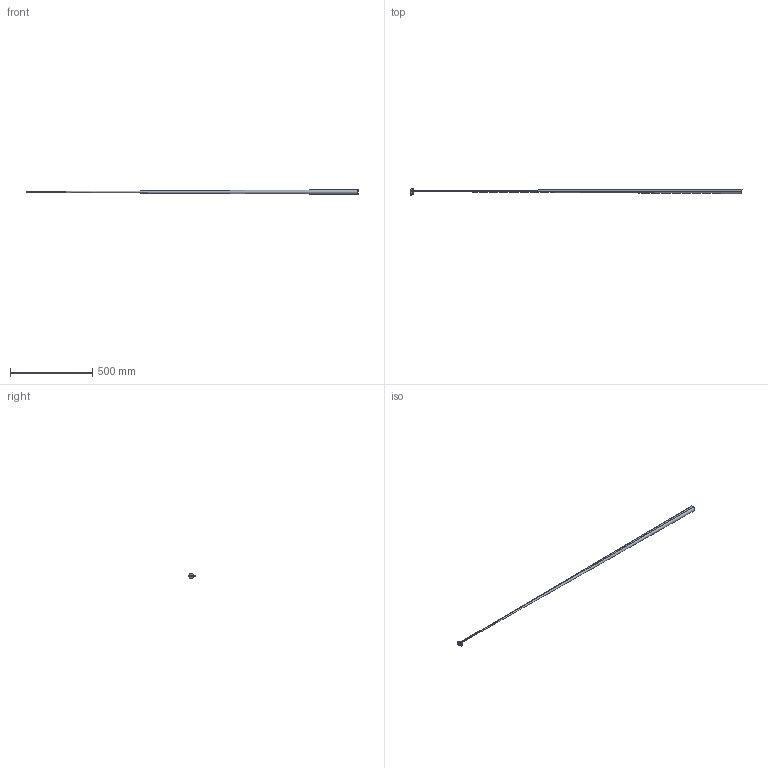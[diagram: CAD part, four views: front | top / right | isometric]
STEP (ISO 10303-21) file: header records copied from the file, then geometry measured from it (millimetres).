
FILE_DESCRIPTION(/* description */ (''),/* implementation_level */ '2;1');
FILE_NAME(/* name */ 'ipf_z3d_PT3A0576.stp',/* time_stamp */ '2026-02-09T12:04:32+01:00',/* author */ ('gelzhaeuser'),/* organization */ (''),/* preprocessor_version */ 'ST-DEVELOPER v20',/* originating_system */ 'Autodesk Inventor 2025',/* authorisation */ '');
FILE_SCHEMA (('AUTOMOTIVE_DESIGN { 1 0 10303 214 3 1 1 }'));
Length unit declared in the file: millimetre
Products named in the file (5): ipf_z3d_PT3A0576; PT3A0576; Blindrange; Measuringrange; Receivingbeam
Assembly tree (4 placements, depth 2):
  ipf_z3d_PT3A0576
    PT3A0576
    Blindrange
    Measuringrange
    Receivingbeam
Bounding box: 2020.8 x 38.73 x 27.8 mm (x, y, z)
Volume: 804494.3 mm3; surface area: 203970 mm2
Topology: 4 solids, 4 shells, 204 faces, 516 edges, 339 vertices
Faces by surface type: plane 125, cylinder 48, cone 22, sphere 5, torus 4
Full cylindrical faces by diameter (mm): 1 x4, 2.2 x1, 2.459 x2, 5 x4, 5.77 x1, 6.5 x1, 6.9 x1, 8 x1
Entity records: 6623 total; most frequent: CARTESIAN_POINT 1127, DIRECTION 1084, ORIENTED_EDGE 1024, EDGE_CURVE 512, AXIS2_PLACEMENT_3D 367, LINE 350, VECTOR 350, VERTEX_POINT 339
